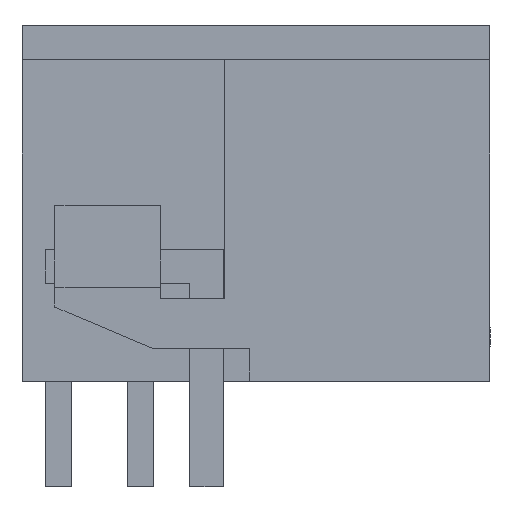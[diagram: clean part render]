
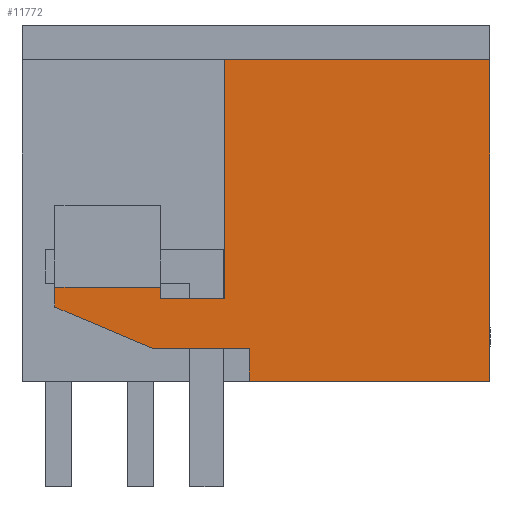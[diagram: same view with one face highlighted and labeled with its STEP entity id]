
A CAD part, left-side view. The second image highlights one B-rep face of the part: STEP entity #11772.
In plain terms, the highlighted planar face has unit normal (-1, 0, 0).
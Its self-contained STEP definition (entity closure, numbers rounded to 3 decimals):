
#11710=AXIS2_PLACEMENT_3D('Plane Axis2P3D',#11707,#11708,#11709) ;
#5741=CARTESIAN_POINT('Vertex',(0.,0.,12.95)) ;
#5744=CARTESIAN_POINT('Line Origine',(0.,0.,8.075)) ;
#5748=CARTESIAN_POINT('Vertex',(0.,0.,3.2)) ;
#11203=CARTESIAN_POINT('Line Origine',(0.,3.65,3.2)) ;
#11207=CARTESIAN_POINT('Vertex',(0.,7.3,3.2)) ;
#11350=CARTESIAN_POINT('Vertex',(0.,8.05,12.95)) ;
#11353=CARTESIAN_POINT('Line Origine',(0.,4.025,12.95)) ;
#11691=CARTESIAN_POINT('Vertex',(0.,7.3,4.197)) ;
#11694=CARTESIAN_POINT('Line Origine',(0.,7.3,3.698)) ;
#11707=CARTESIAN_POINT('Axis2P3D Location',(0.,0.,12.95)) ;
#11712=CARTESIAN_POINT('Line Origine',(0.,8.05,9.325)) ;
#11716=CARTESIAN_POINT('Vertex',(0.,8.05,5.7)) ;
#11719=CARTESIAN_POINT('Line Origine',(0.,9.025,5.7)) ;
#11723=CARTESIAN_POINT('Vertex',(0.,10.,5.7)) ;
#11726=CARTESIAN_POINT('Line Origine',(0.,10.,5.875)) ;
#11730=CARTESIAN_POINT('Vertex',(0.,10.,6.05)) ;
#11733=CARTESIAN_POINT('Line Origine',(0.,11.6,6.05)) ;
#11737=CARTESIAN_POINT('Vertex',(0.,13.2,6.05)) ;
#11740=CARTESIAN_POINT('Line Origine',(0.,13.2,5.75)) ;
#11744=CARTESIAN_POINT('Vertex',(0.,13.2,5.45)) ;
#11747=CARTESIAN_POINT('Line Origine',(0.,11.721,4.823)) ;
#11751=CARTESIAN_POINT('Vertex',(0.,10.242,4.197)) ;
#11754=CARTESIAN_POINT('Line Origine',(0.,8.771,4.197)) ;
#5745=DIRECTION('Vector Direction',(0.,0.,-1.)) ;
#11204=DIRECTION('Vector Direction',(0.,1.,0.)) ;
#11354=DIRECTION('Vector Direction',(0.,1.,0.)) ;
#11695=DIRECTION('Vector Direction',(0.,0.,-1.)) ;
#11708=DIRECTION('Axis2P3D Direction',(1.,0.,0.)) ;
#11709=DIRECTION('Axis2P3D XDirection',(0.,0.,-1.)) ;
#11713=DIRECTION('Vector Direction',(0.,0.,1.)) ;
#11720=DIRECTION('Vector Direction',(0.,-1.,0.)) ;
#11727=DIRECTION('Vector Direction',(0.,0.,1.)) ;
#11734=DIRECTION('Vector Direction',(0.,1.,0.)) ;
#11741=DIRECTION('Vector Direction',(0.,0.,-1.)) ;
#11748=DIRECTION('Vector Direction',(0.,0.921,0.39)) ;
#11755=DIRECTION('Vector Direction',(0.,-1.,0.)) ;
#5746=VECTOR('Line Direction',#5745,1.) ;
#11205=VECTOR('Line Direction',#11204,1.) ;
#11355=VECTOR('Line Direction',#11354,1.) ;
#11696=VECTOR('Line Direction',#11695,1.) ;
#11714=VECTOR('Line Direction',#11713,1.) ;
#11721=VECTOR('Line Direction',#11720,1.) ;
#11728=VECTOR('Line Direction',#11727,1.) ;
#11735=VECTOR('Line Direction',#11734,1.) ;
#11742=VECTOR('Line Direction',#11741,1.) ;
#11749=VECTOR('Line Direction',#11748,1.) ;
#11756=VECTOR('Line Direction',#11755,1.) ;
#11760=ORIENTED_EDGE('',*,*,#11718,.F.) ;
#11761=ORIENTED_EDGE('',*,*,#11725,.F.) ;
#11762=ORIENTED_EDGE('',*,*,#11732,.F.) ;
#11763=ORIENTED_EDGE('',*,*,#11739,.F.) ;
#11764=ORIENTED_EDGE('',*,*,#11746,.F.) ;
#11765=ORIENTED_EDGE('',*,*,#11753,.F.) ;
#11766=ORIENTED_EDGE('',*,*,#11758,.F.) ;
#11767=ORIENTED_EDGE('',*,*,#11698,.F.) ;
#11768=ORIENTED_EDGE('',*,*,#11209,.F.) ;
#11769=ORIENTED_EDGE('',*,*,#5750,.F.) ;
#11770=ORIENTED_EDGE('',*,*,#11357,.T.) ;
#11772=ADVANCED_FACE('HOUSING',(#11771),#11711,.F.) ;
#5750=EDGE_CURVE('',#5742,#5749,#5747,.T.) ;
#11209=EDGE_CURVE('',#5749,#11208,#11206,.T.) ;
#11357=EDGE_CURVE('',#5742,#11351,#11356,.T.) ;
#11698=EDGE_CURVE('',#11208,#11692,#11697,.F.) ;
#11718=EDGE_CURVE('',#11717,#11351,#11715,.T.) ;
#11725=EDGE_CURVE('',#11724,#11717,#11722,.T.) ;
#11732=EDGE_CURVE('',#11731,#11724,#11729,.F.) ;
#11739=EDGE_CURVE('',#11738,#11731,#11736,.F.) ;
#11746=EDGE_CURVE('',#11745,#11738,#11743,.F.) ;
#11753=EDGE_CURVE('',#11752,#11745,#11750,.T.) ;
#11758=EDGE_CURVE('',#11692,#11752,#11757,.F.) ;
#11759=EDGE_LOOP('',(#11760,#11761,#11762,#11763,#11764,#11765,#11766,#11767,#11768,#11769,#11770)) ;
#11771=FACE_OUTER_BOUND('',#11759,.T.) ;
#5747=LINE('Line',#5744,#5746) ;
#11206=LINE('Line',#11203,#11205) ;
#11356=LINE('Line',#11353,#11355) ;
#11697=LINE('Line',#11694,#11696) ;
#11715=LINE('Line',#11712,#11714) ;
#11722=LINE('Line',#11719,#11721) ;
#11729=LINE('Line',#11726,#11728) ;
#11736=LINE('Line',#11733,#11735) ;
#11743=LINE('Line',#11740,#11742) ;
#11750=LINE('Line',#11747,#11749) ;
#11757=LINE('Line',#11754,#11756) ;
#11711=PLANE('',#11710) ;
#5742=VERTEX_POINT('',#5741) ;
#5749=VERTEX_POINT('',#5748) ;
#11208=VERTEX_POINT('',#11207) ;
#11351=VERTEX_POINT('',#11350) ;
#11692=VERTEX_POINT('',#11691) ;
#11717=VERTEX_POINT('',#11716) ;
#11724=VERTEX_POINT('',#11723) ;
#11731=VERTEX_POINT('',#11730) ;
#11738=VERTEX_POINT('',#11737) ;
#11745=VERTEX_POINT('',#11744) ;
#11752=VERTEX_POINT('',#11751) ;
